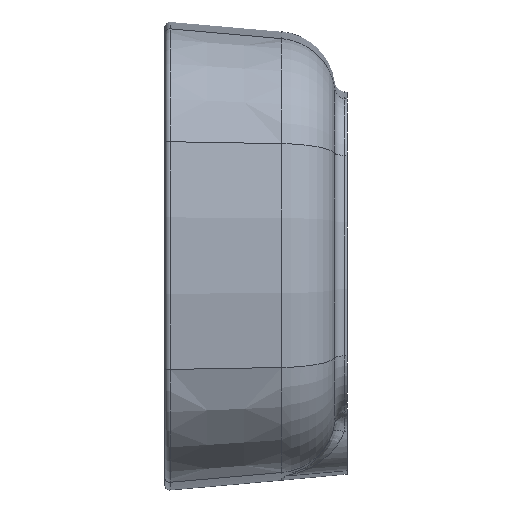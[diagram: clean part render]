
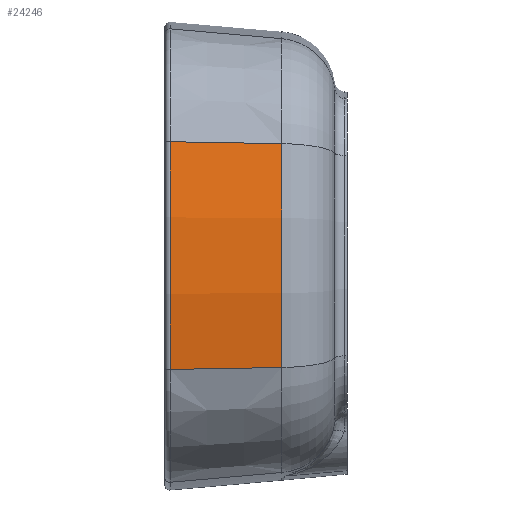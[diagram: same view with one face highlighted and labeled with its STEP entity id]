
A CAD part, left-side view. The second image highlights one B-rep face of the part: STEP entity #24246.
In plain terms, the highlighted conical face has half-angle 5 degrees and reference radius 500 mm.
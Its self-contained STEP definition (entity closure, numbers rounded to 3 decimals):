
#1012 = DIRECTION ( 'NONE',  ( 0., 1., 0. ) ) ;
#1294 = EDGE_LOOP ( 'NONE', ( #18916, #10606, #6281, #26275 ) ) ;
#1487 = CARTESIAN_POINT ( 'NONE',  ( -281.973, 54.775, -115.314 ) ) ;
#2024 = VERTEX_POINT ( 'NONE', #13912 ) ;
#2084 = CARTESIAN_POINT ( 'NONE',  ( -290.128, 149.784, -116.926 ) ) ;
#6085 = EDGE_CURVE ( 'NONE', #15330, #2024, #22571, .T. ) ;
#6281 = ORIENTED_EDGE ( 'NONE', *, *, #11995, .F. ) ;
#7446 = DIRECTION ( 'NONE',  ( 0., 0., 1. ) ) ;
#8374 = DIRECTION ( 'NONE',  ( 0., 0., -1. ) ) ;
#9369 = AXIS2_PLACEMENT_3D ( 'NONE', #24143, #1012, #7446 ) ;
#9732 = CARTESIAN_POINT ( 'NONE',  ( -290.501, 154.132, -117. ) ) ;
#10015 = CARTESIAN_POINT ( 'NONE',  ( 200., 149.784, -20. ) ) ;
#10373 = CARTESIAN_POINT ( 'NONE',  ( 200., 154.132, -20. ) ) ;
#10522 = DIRECTION ( 'NONE',  ( 0., 1., 0. ) ) ;
#10606 = ORIENTED_EDGE ( 'NONE', *, *, #28395, .T. ) ;
#10669 = FACE_OUTER_BOUND ( 'NONE', #1294, .T. ) ;
#11995 = EDGE_CURVE ( 'NONE', #15330, #24707, #25982, .T. ) ;
#13631 = AXIS2_PLACEMENT_3D ( 'NONE', #10015, #28713, #14606 ) ;
#13912 = CARTESIAN_POINT ( 'NONE',  ( -281.973, 54.775, 75.314 ) ) ;
#14606 = DIRECTION ( 'NONE',  ( 0., 0., -1. ) ) ;
#15330 = VERTEX_POINT ( 'NONE', #1487 ) ;
#15538 = VERTEX_POINT ( 'NONE', #25379 ) ;
#17118 = CONICAL_SURFACE ( 'NONE', #18097, 500., 0.087 ) ;
#17704 = EDGE_CURVE ( 'NONE', #2024, #15538, #29607, .T. ) ;
#17950 = CARTESIAN_POINT ( 'NONE',  ( -290.501, 154.132, 77. ) ) ;
#18097 = AXIS2_PLACEMENT_3D ( 'NONE', #10373, #10522, #8374 ) ;
#18916 = ORIENTED_EDGE ( 'NONE', *, *, #17704, .T. ) ;
#21226 = DIRECTION ( 'NONE',  ( -0.085, 0.996, -0.017 ) ) ;
#22571 = CIRCLE ( 'NONE', #9369, 491.307 ) ;
#22701 = DIRECTION ( 'NONE',  ( -0.085, 0.996, 0.017 ) ) ;
#24143 = CARTESIAN_POINT ( 'NONE',  ( 200., 54.775, -20. ) ) ;
#24246 = ADVANCED_FACE ( 'NONE', ( #10669 ), #17118, .T. ) ;
#24569 = VECTOR ( 'NONE', #21226, 1000. ) ;
#24707 = VERTEX_POINT ( 'NONE', #2084 ) ;
#25379 = CARTESIAN_POINT ( 'NONE',  ( -290.128, 149.784, 76.926 ) ) ;
#25982 = LINE ( 'NONE', #9732, #24569 ) ;
#26275 = ORIENTED_EDGE ( 'NONE', *, *, #6085, .T. ) ;
#27350 = CIRCLE ( 'NONE', #13631, 499.62 ) ;
#27514 = VECTOR ( 'NONE', #22701, 1000. ) ;
#28395 = EDGE_CURVE ( 'NONE', #15538, #24707, #27350, .T. ) ;
#28713 = DIRECTION ( 'NONE',  ( 0., -1., 0. ) ) ;
#29607 = LINE ( 'NONE', #17950, #27514 ) ;
